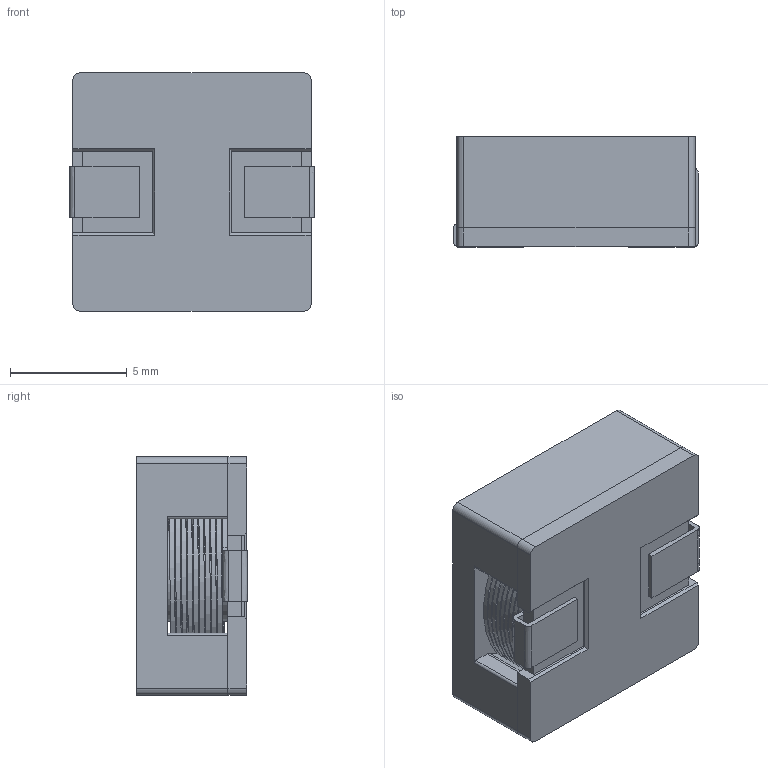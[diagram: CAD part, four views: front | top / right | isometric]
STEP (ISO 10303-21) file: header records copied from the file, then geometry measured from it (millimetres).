
FILE_DESCRIPTION(/* description */ ('Unknown'),/* implementation_level */ '2;1');
FILE_NAME(/* name */ '784325xxx',/* time_stamp */ '2025-04-16T10:25:22+02:00',/* author */ ('Unknown'),/* organization */ ('Unknown'),/* preprocessor_version */ 'ST-DEVELOPER v19.4',/* originating_system */ 'Solid Edge',/* authorisation */ 'Unknown');
FILE_SCHEMA (('AUTOMOTIVE_DESIGN {1 0 10303 214 3 1 1}'));
Length unit declared in the file: millimetre
Products named in the file (4): 784325xxx; Base; Coil; Cap
Assembly tree (3 placements, depth 2):
  784325xxx
    Base
    Coil
    Cap
Bounding box: 10.5 x 4.72 x 10.2 mm (x, y, z)
Volume: 435.3 mm3; surface area: 1743.9 mm2
Topology: 3 solids, 3 shells, 256 faces, 661 edges, 434 vertices
Faces by surface type: plane 167, bspline 53, cylinder 36
Full cylindrical faces by diameter (mm): 3.9 x1
Entity records: 11539 total; most frequent: CARTESIAN_POINT 3875, ORIENTED_EDGE 1316, DIRECTION 1066, EDGE_CURVE 658, LINE 484, VECTOR 484, VERTEX_POINT 434, AXIS2_PLACEMENT_3D 291
